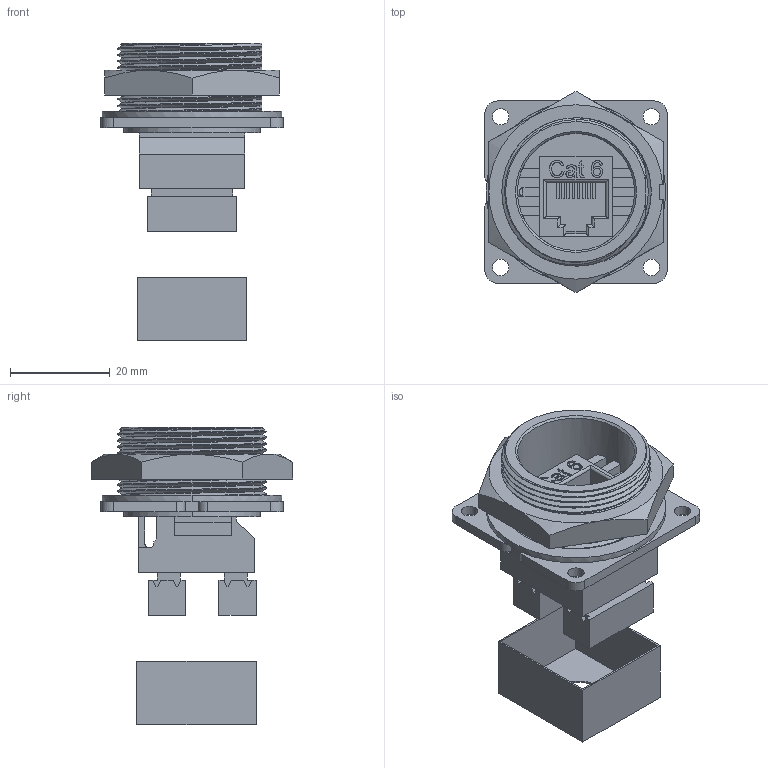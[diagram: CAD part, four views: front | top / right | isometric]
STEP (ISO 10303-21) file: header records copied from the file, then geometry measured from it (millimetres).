
FILE_DESCRIPTION (( 'STEP AP203' ), '1' );
FILE_NAME ('DCP-RJ6ST-SD.STEP', '2013-03-01T14:08:41', ( 'J0FPBF1' ), ( '' ), 'SwSTEP 2.0', 'SolidWorks 2012', '' );
FILE_SCHEMA (( 'CONFIG_CONTROL_DESIGN' ));
Length unit declared in the file: inch
Products named in the file (1): DCP-RJ6ST-SD
Bounding box: 36.53 x 40.33 x 59.57 mm (x, y, z)
Volume: 17149.3 mm3; surface area: 14998.3 mm2
Topology: 3 solids, 3 shells, 407 faces, 1142 edges, 750 vertices
Faces by surface type: plane 220, cylinder 102, bspline 73, cone 12
Entity records: 24141 total; most frequent: CARTESIAN_POINT 14451, ORIENTED_EDGE 2280, DIRECTION 1604, EDGE_CURVE 1140, VERTEX_POINT 750, LINE 740, VECTOR 740, AXIS2_PLACEMENT_3D 432
